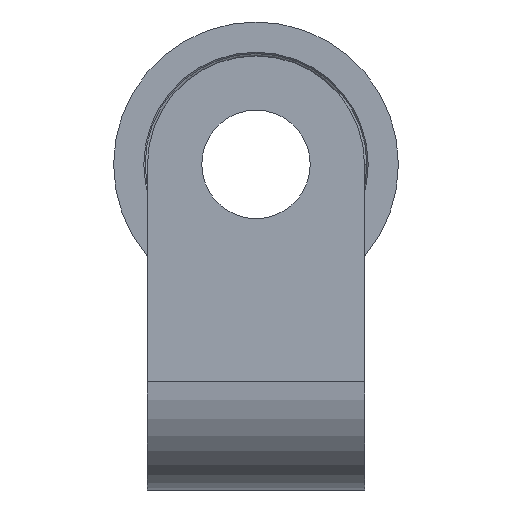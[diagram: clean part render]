
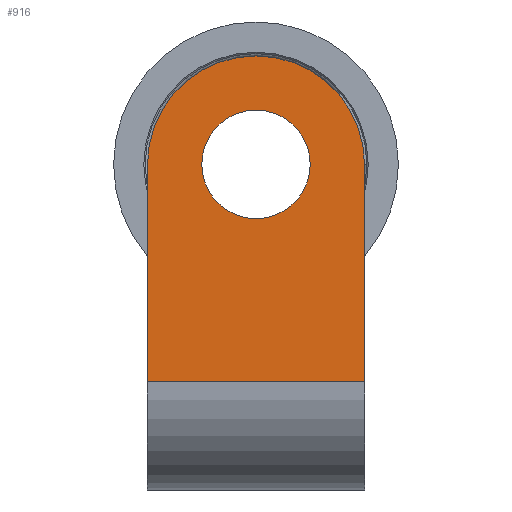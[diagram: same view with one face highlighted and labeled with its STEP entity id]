
A CAD part, left-side view. The second image highlights one B-rep face of the part: STEP entity #916.
In plain terms, the highlighted planar face has unit normal (-1, 0, 0).
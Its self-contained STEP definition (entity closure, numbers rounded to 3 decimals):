
#71=FACE_BOUND('',#185,.T.);
#89=PLANE('',#1033);
#117=FACE_OUTER_BOUND('',#184,.T.);
#184=EDGE_LOOP('',(#667,#668,#669,#670));
#185=EDGE_LOOP('',(#671));
#259=LINE('',#1552,#302);
#268=LINE('',#1582,#311);
#269=LINE('',#1585,#312);
#302=VECTOR('',#1197,1000.);
#311=VECTOR('',#1226,1000.);
#312=VECTOR('',#1229,1000.);
#344=CIRCLE('',#1019,2.);
#353=CIRCLE('',#1034,4.);
#428=VERTEX_POINT('',#1539);
#431=VERTEX_POINT('',#1546);
#433=VERTEX_POINT('',#1550);
#444=VERTEX_POINT('',#1581);
#445=VERTEX_POINT('',#1583);
#512=EDGE_CURVE('',#428,#428,#344,.T.);
#518=EDGE_CURVE('',#431,#433,#259,.T.);
#532=EDGE_CURVE('',#444,#433,#268,.T.);
#533=EDGE_CURVE('',#445,#444,#353,.T.);
#534=EDGE_CURVE('',#445,#431,#269,.T.);
#667=ORIENTED_EDGE('',*,*,#532,.F.);
#668=ORIENTED_EDGE('',*,*,#533,.F.);
#669=ORIENTED_EDGE('',*,*,#534,.T.);
#670=ORIENTED_EDGE('',*,*,#518,.T.);
#671=ORIENTED_EDGE('',*,*,#512,.T.);
#916=ADVANCED_FACE('',(#117,#71),#89,.T.);
#1019=AXIS2_PLACEMENT_3D('',#1540,#1185,#1186);
#1033=AXIS2_PLACEMENT_3D('',#1580,#1224,#1225);
#1034=AXIS2_PLACEMENT_3D('',#1584,#1227,#1228);
#1185=DIRECTION('center_axis',(1.,0.,0.));
#1186=DIRECTION('ref_axis',(0.,0.,-1.));
#1197=DIRECTION('',(0.,-1.,0.));
#1224=DIRECTION('center_axis',(-1.,0.,0.));
#1225=DIRECTION('ref_axis',(0.,0.,1.));
#1226=DIRECTION('',(0.,0.,-1.));
#1227=DIRECTION('center_axis',(1.,0.,0.));
#1228=DIRECTION('ref_axis',(0.,0.,-1.));
#1229=DIRECTION('',(0.,0.,-1.));
#1539=CARTESIAN_POINT('',(-4.,4.,10.));
#1540=CARTESIAN_POINT('Origin',(-4.,4.,8.));
#1546=CARTESIAN_POINT('',(-4.,8.,0.));
#1550=CARTESIAN_POINT('',(-4.,0.,0.));
#1552=CARTESIAN_POINT('',(-4.,8.,0.));
#1580=CARTESIAN_POINT('Origin',(-4.,8.,0.));
#1581=CARTESIAN_POINT('',(-4.,0.,8.));
#1582=CARTESIAN_POINT('',(-4.,0.,0.));
#1583=CARTESIAN_POINT('',(-4.,8.,8.));
#1584=CARTESIAN_POINT('Origin',(-4.,4.,8.));
#1585=CARTESIAN_POINT('',(-4.,8.,0.));
